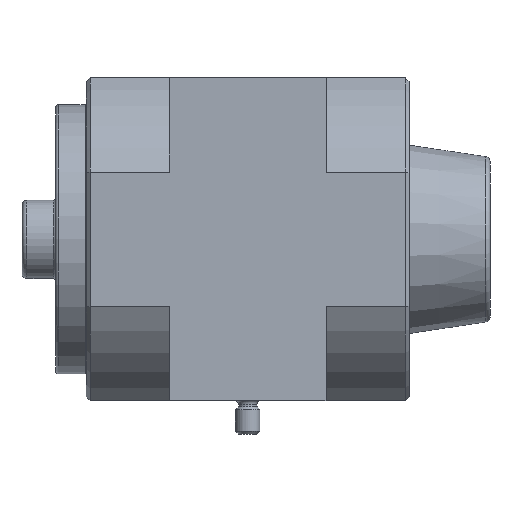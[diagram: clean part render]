
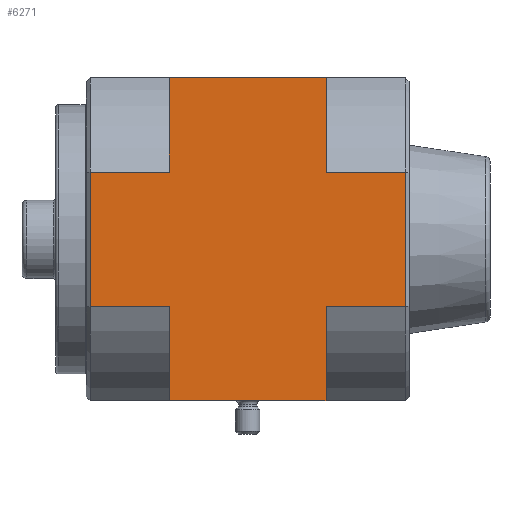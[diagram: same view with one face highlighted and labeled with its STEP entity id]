
A CAD part, left-side view. The second image highlights one B-rep face of the part: STEP entity #6271.
In plain terms, the highlighted face is planar.
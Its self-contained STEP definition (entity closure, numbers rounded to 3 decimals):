
#720=ORIENTED_EDGE('',*,*,#1872,.T.);
#721=ORIENTED_EDGE('',*,*,#1873,.F.);
#722=ORIENTED_EDGE('',*,*,#1874,.T.);
#723=ORIENTED_EDGE('',*,*,#1856,.T.);
#724=ORIENTED_EDGE('',*,*,#1875,.F.);
#725=ORIENTED_EDGE('',*,*,#1876,.F.);
#726=ORIENTED_EDGE('',*,*,#1877,.F.);
#727=ORIENTED_EDGE('',*,*,#1878,.F.);
#728=ORIENTED_EDGE('',*,*,#1879,.F.);
#729=ORIENTED_EDGE('',*,*,#1864,.T.);
#730=ORIENTED_EDGE('',*,*,#1880,.T.);
#731=ORIENTED_EDGE('',*,*,#1881,.F.);
#1856=EDGE_CURVE('',#2414,#2413,#2690,.T.);
#1864=EDGE_CURVE('',#2421,#2420,#2695,.T.);
#1872=EDGE_CURVE('',#2427,#2428,#2703,.T.);
#1873=EDGE_CURVE('',#2429,#2428,#2704,.F.);
#1874=EDGE_CURVE('',#2429,#2414,#2705,.T.);
#1875=EDGE_CURVE('',#2430,#2413,#2706,.T.);
#1876=EDGE_CURVE('',#2431,#2430,#2707,.F.);
#1877=EDGE_CURVE('',#2432,#2431,#2708,.T.);
#1878=EDGE_CURVE('',#2433,#2432,#2709,.T.);
#1879=EDGE_CURVE('',#2421,#2433,#2710,.T.);
#1880=EDGE_CURVE('',#2420,#2434,#2711,.T.);
#1881=EDGE_CURVE('',#2427,#2434,#2712,.T.);
#2413=VERTEX_POINT('',#9028);
#2414=VERTEX_POINT('',#9030);
#2420=VERTEX_POINT('',#9044);
#2421=VERTEX_POINT('',#9046);
#2427=VERTEX_POINT('',#9061);
#2428=VERTEX_POINT('',#9062);
#2429=VERTEX_POINT('',#9064);
#2430=VERTEX_POINT('',#9067);
#2431=VERTEX_POINT('',#9069);
#2432=VERTEX_POINT('',#9071);
#2433=VERTEX_POINT('',#9073);
#2434=VERTEX_POINT('',#9076);
#2690=LINE('',#9029,#3034);
#2695=LINE('',#9045,#3039);
#2703=LINE('',#9060,#3047);
#2704=LINE('',#9063,#3048);
#2705=LINE('',#9065,#3049);
#2706=LINE('',#9066,#3050);
#2707=LINE('',#9068,#3051);
#2708=LINE('',#9070,#3052);
#2709=LINE('',#9072,#3053);
#2710=LINE('',#9074,#3054);
#2711=LINE('',#9075,#3055);
#2712=LINE('',#9077,#3056);
#3034=VECTOR('',#7525,1000.);
#3039=VECTOR('',#7538,1000.);
#3047=VECTOR('',#7548,1000.);
#3048=VECTOR('',#7549,1000.);
#3049=VECTOR('',#7550,1000.);
#3050=VECTOR('',#7551,1000.);
#3051=VECTOR('',#7552,1000.);
#3052=VECTOR('',#7553,1000.);
#3053=VECTOR('',#7554,1000.);
#3054=VECTOR('',#7555,1000.);
#3055=VECTOR('',#7556,1000.);
#3056=VECTOR('',#7557,1000.);
#3345=EDGE_LOOP('',(#720,#721,#722,#723,#724,#725,#726,#727,#728,#729,#730,
#731));
#3735=FACE_BOUND('',#3345,.T.);
#4092=PLANE('',#6719);
#6271=ADVANCED_FACE('',(#3735),#4092,.T.);
#6719=AXIS2_PLACEMENT_3D('',#9059,#7546,#7547);
#7525=DIRECTION('',(0.,-1.,0.));
#7538=DIRECTION('',(0.,1.,0.));
#7546=DIRECTION('',(0.,0.,1.));
#7547=DIRECTION('',(1.,0.,0.));
#7548=DIRECTION('',(-1.,0.,0.));
#7549=DIRECTION('',(0.,-1.,0.));
#7550=DIRECTION('',(-1.,0.,0.));
#7551=DIRECTION('',(-1.,0.,0.));
#7552=DIRECTION('',(0.,-1.,0.));
#7553=DIRECTION('',(-1.,0.,0.));
#7554=DIRECTION('',(0.,-1.,0.));
#7555=DIRECTION('',(-1.,0.,0.));
#7556=DIRECTION('',(-1.,0.,0.));
#7557=DIRECTION('',(0.,-1.,0.));
#9028=CARTESIAN_POINT('',(-33.,-16.,33.));
#9029=CARTESIAN_POINT('',(-33.,32.2,33.));
#9030=CARTESIAN_POINT('',(-33.,16.,33.));
#9044=CARTESIAN_POINT('',(33.,16.,33.));
#9045=CARTESIAN_POINT('',(33.,-32.2,33.));
#9046=CARTESIAN_POINT('',(33.,-16.,33.));
#9059=CARTESIAN_POINT('',(0.,0.,33.));
#9060=CARTESIAN_POINT('',(33.,32.2,33.));
#9061=CARTESIAN_POINT('',(13.75,32.2,33.));
#9062=CARTESIAN_POINT('',(-13.75,32.2,33.));
#9063=CARTESIAN_POINT('',(-13.75,50.,33.));
#9064=CARTESIAN_POINT('',(-13.75,16.,33.));
#9065=CARTESIAN_POINT('',(0.,16.,33.));
#9066=CARTESIAN_POINT('',(0.,-16.,33.));
#9067=CARTESIAN_POINT('',(-13.75,-16.,33.));
#9068=CARTESIAN_POINT('',(-13.75,-16.,33.));
#9069=CARTESIAN_POINT('',(-13.75,-32.2,33.));
#9070=CARTESIAN_POINT('',(33.,-32.2,33.));
#9071=CARTESIAN_POINT('',(13.75,-32.2,33.));
#9072=CARTESIAN_POINT('',(13.75,-16.,33.));
#9073=CARTESIAN_POINT('',(13.75,-16.,33.));
#9074=CARTESIAN_POINT('',(0.,-16.,33.));
#9075=CARTESIAN_POINT('',(0.,16.,33.));
#9076=CARTESIAN_POINT('',(13.75,16.,33.));
#9077=CARTESIAN_POINT('',(13.75,50.,33.));
